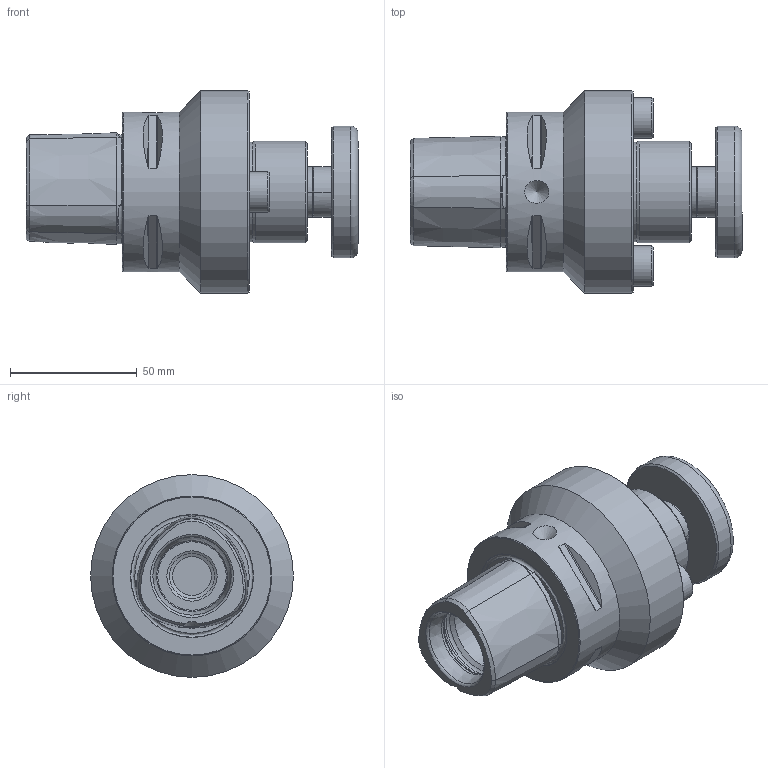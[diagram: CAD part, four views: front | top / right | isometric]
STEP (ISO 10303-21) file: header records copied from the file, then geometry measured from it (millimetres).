
FILE_DESCRIPTION( ( 'Unknown' ), '1' );
FILE_NAME( '280604010-C.stp', 'Unknown', ( 'Unknown' ), ( 'Unknown' ), 'PSStep 15.0.49', 'Unknown', ' ' );
FILE_SCHEMA( ( 'AUTOMOTIVE_DESIGN { 1 0 10303 214 1 1 1 1 }' ) );
Length unit declared in the file: millimetre
Products named in the file (6): Assem1; 0003017; 0003475; 0003390; 0010544; 0010545
Assembly tree (7 placements, depth 2):
  Assem1
    0003017
    0003475
    0003390  x2
    0010544  x2
    0010545
Bounding box: 131 x 80 x 80 mm (x, y, z)
Volume: 278548 mm3; surface area: 50184.2 mm2
Topology: 7 solids, 7 shells, 251 faces, 591 edges, 374 vertices
Faces by surface type: cone 99, plane 68, cylinder 63, torus 21
Full cylindrical faces by diameter (mm): 4 x1, 4.897 x2, 4.917 x2, 6.2 x2, 8.1 x2, 10 x2, 14 x4, 15.294 x2, 16 x4, 17.835 x2, 20.5 x1, 21 x1, 28 x2, 32 x1, 37.2 x1, 39.4 x1, 40 x1, 52 x1, 63 x1, 80 x1
Entity records: 7902 total; most frequent: CARTESIAN_POINT 1700, DIRECTION 934, ORIENTED_EDGE 796, AXIS2_PLACEMENT_3D 409, EDGE_CURVE 398, EDGE_LOOP 310, VERTEX_POINT 291, FACE_OUTER_BOUND 253
